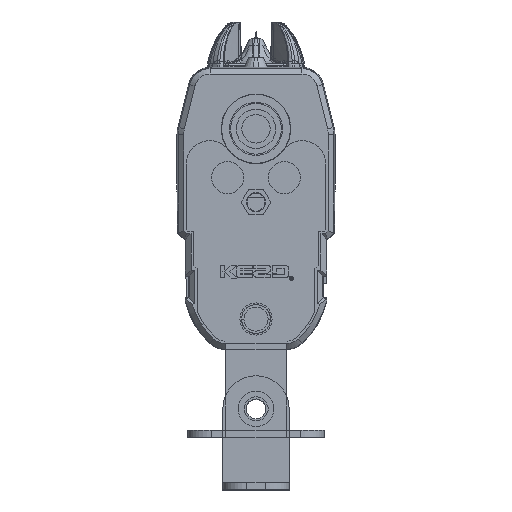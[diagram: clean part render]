
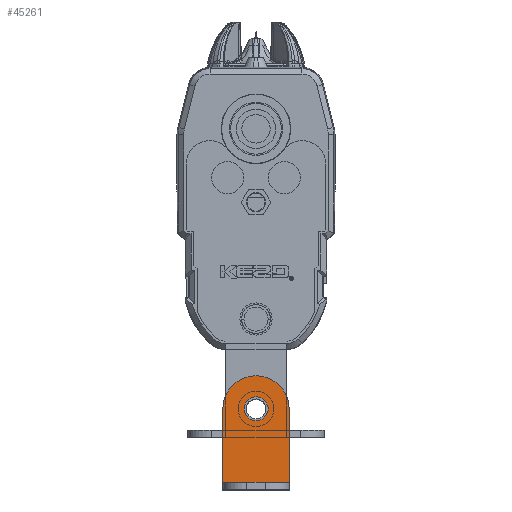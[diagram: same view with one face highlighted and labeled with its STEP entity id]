
A CAD part, left-side view. The second image highlights one B-rep face of the part: STEP entity #45261.
In plain terms, the highlighted face is planar.
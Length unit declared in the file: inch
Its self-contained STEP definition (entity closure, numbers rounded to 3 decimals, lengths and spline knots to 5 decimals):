
#44940=CARTESIAN_POINT('',(0.,0.,0.));
#44941=DIRECTION('',(0.,0.,1.));
#44942=DIRECTION('',(0.,1.,0.));
#44943=AXIS2_PLACEMENT_3D('',#44940,#44941,#44942);
#44945=CARTESIAN_POINT('',(0.,0.,0.));
#44946=DIRECTION('',(0.,0.,1.));
#44947=DIRECTION('',(-1.,0.,0.));
#44948=AXIS2_PLACEMENT_3D('',#44945,#44946,#44947);
#44950=CARTESIAN_POINT('',(0.,0.,0.));
#44951=DIRECTION('',(0.,0.,-1.));
#44952=DIRECTION('',(-1.,0.,0.));
#44953=AXIS2_PLACEMENT_3D('',#44950,#44951,#44952);
#44955=CARTESIAN_POINT('',(0.,0.,0.));
#44956=DIRECTION('',(0.,0.,-1.));
#44957=DIRECTION('',(1.,0.,0.));
#44958=AXIS2_PLACEMENT_3D('',#44955,#44956,#44957);
#44969=DIRECTION('',(1.,0.,0.));
#44970=VECTOR('',#44969,15.5);
#44971=CARTESIAN_POINT('',(0.,7.,0.));
#44972=LINE('',#44971,#44970);
#45057=DIRECTION('',(0.,-1.,0.));
#45058=VECTOR('',#45057,14.);
#45059=CARTESIAN_POINT('',(15.5,7.,0.));
#45060=LINE('',#45059,#45058);
#45086=DIRECTION('',(-1.,0.,0.));
#45087=VECTOR('',#45086,15.5);
#45088=CARTESIAN_POINT('',(15.5,-7.,0.));
#45089=LINE('',#45088,#45087);
#45166=CARTESIAN_POINT('',(0.,7.,0.));
#45167=CARTESIAN_POINT('',(15.5,7.,0.));
#45168=VERTEX_POINT('',#45166);
#45169=VERTEX_POINT('',#45167);
#45170=CARTESIAN_POINT('',(-7.,0.,0.));
#45171=VERTEX_POINT('',#45170);
#45172=CARTESIAN_POINT('',(0.,-7.,0.));
#45173=VERTEX_POINT('',#45172);
#45174=CARTESIAN_POINT('',(15.5,-7.,0.));
#45175=VERTEX_POINT('',#45174);
#45176=CARTESIAN_POINT('',(-2.55,0.,0.));
#45177=CARTESIAN_POINT('',(2.55,0.,0.));
#45178=VERTEX_POINT('',#45176);
#45179=VERTEX_POINT('',#45177);
#45238=CARTESIAN_POINT('',(0.,0.,0.));
#45239=DIRECTION('',(0.,0.,1.));
#45240=DIRECTION('',(1.,0.,0.));
#45241=AXIS2_PLACEMENT_3D('',#45238,#45239,#45240);
#45242=PLANE('',#45241);
#45244=ORIENTED_EDGE('',*,*,#45243,.F.);
#45246=ORIENTED_EDGE('',*,*,#45245,.T.);
#45248=ORIENTED_EDGE('',*,*,#45247,.T.);
#45250=ORIENTED_EDGE('',*,*,#45249,.F.);
#45252=ORIENTED_EDGE('',*,*,#45251,.F.);
#45253=EDGE_LOOP('',(#45244,#45246,#45248,#45250,#45252));
#45254=FACE_OUTER_BOUND('',#45253,.F.);
#45256=ORIENTED_EDGE('',*,*,#45255,.T.);
#45258=ORIENTED_EDGE('',*,*,#45257,.T.);
#45259=EDGE_LOOP('',(#45256,#45258));
#45260=FACE_BOUND('',#45259,.F.);
#45261=ADVANCED_FACE('',(#45254,#45260),#45242,.F.);
#44944=CIRCLE('',#44943,7.);
#44949=CIRCLE('',#44948,7.);
#44954=CIRCLE('',#44953,2.55);
#44959=CIRCLE('',#44958,2.55);
#45243=EDGE_CURVE('',#45168,#45169,#44972,.T.);
#45245=EDGE_CURVE('',#45168,#45171,#44944,.T.);
#45247=EDGE_CURVE('',#45171,#45173,#44949,.T.);
#45249=EDGE_CURVE('',#45175,#45173,#45089,.T.);
#45251=EDGE_CURVE('',#45169,#45175,#45060,.T.);
#45255=EDGE_CURVE('',#45178,#45179,#44954,.T.);
#45257=EDGE_CURVE('',#45179,#45178,#44959,.T.);
